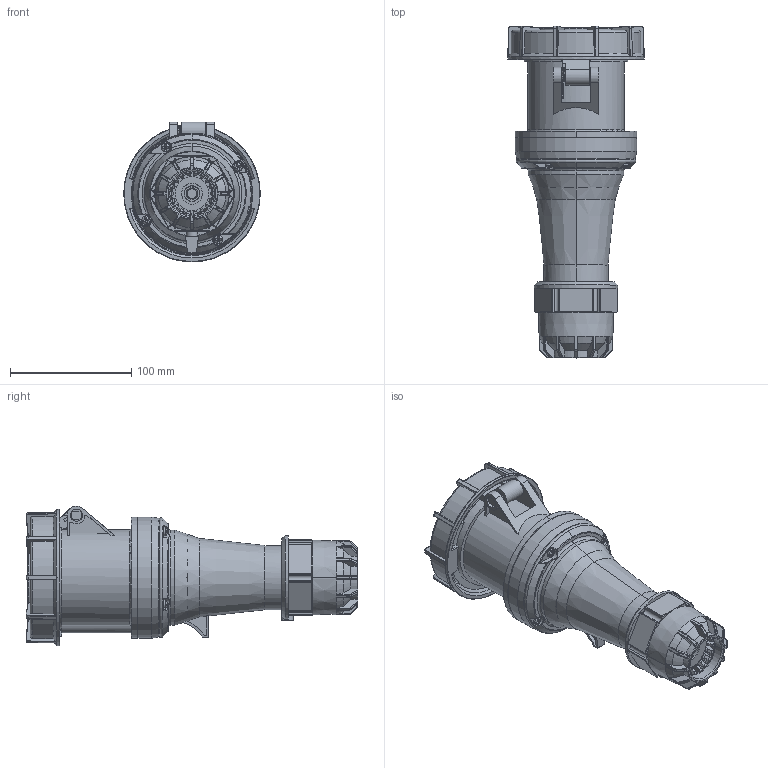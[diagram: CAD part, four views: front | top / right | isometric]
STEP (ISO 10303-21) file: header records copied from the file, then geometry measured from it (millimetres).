
FILE_DESCRIPTION((''),'2;1');
FILE_NAME('PRT0002','2022-11-10T14:38:18',('Administrator'),(''),'CREO PARAMETRIC BY PTC INC, 2021063','CREO PARAMETRIC BY PTC INC, 2021063','');
FILE_SCHEMA(('AUTOMOTIVE_DESIGN { 1 0 10303 214 1 1 1 1 }'));
Products named in the file (1): PRT0002
Bounding box: 112.5 x 273.55 x 115.25 mm (x, y, z)
Surface area: 344658.9 mm2 (no closed solid volume)
Topology: 0 solids, 16 shells, 2168 faces, 5954 edges, 3856 vertices
Faces by surface type: plane 857, cylinder 609, cone 409, torus 218, bspline 50, sphere 22, extrusion 3
Entity records: 113112 total; most frequent: CARTESIAN_POINT 50052, ORIENTED_EDGE 11840, DIRECTION 11371, EDGE_CURVE 5920, AXIS2_PLACEMENT_3D 4600, VERTEX_POINT 3856, CIRCLE 2485, EDGE_LOOP 2286
